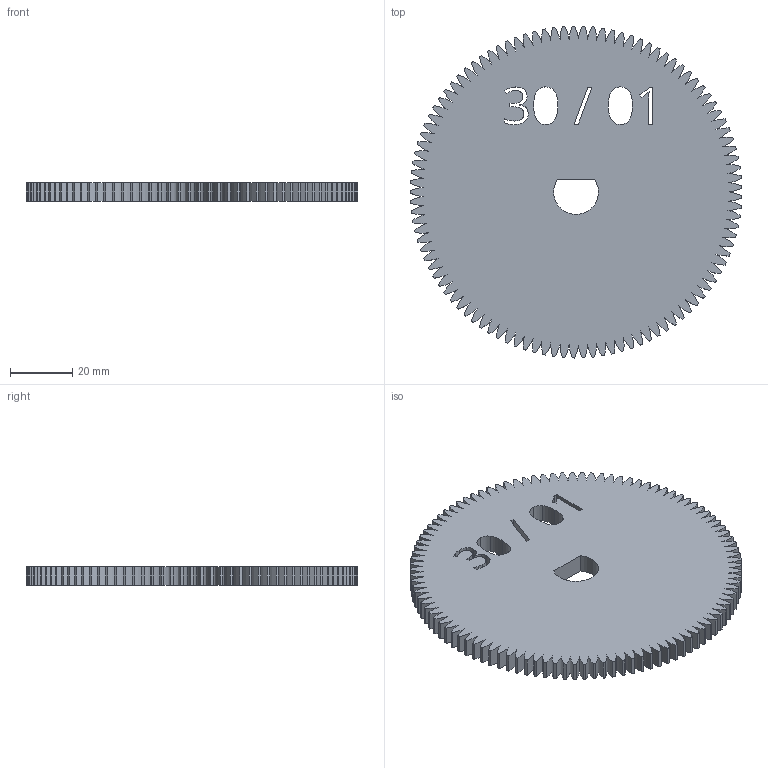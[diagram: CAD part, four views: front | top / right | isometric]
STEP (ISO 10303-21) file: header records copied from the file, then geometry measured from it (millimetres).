
FILE_DESCRIPTION(/* description */ ('STEP AP214'),/* implementation_level */ '2;1');
FILE_NAME(/* name */ '61fa9e5bde1f9b6a4c35e5d5',/* time_stamp */ '2022-02-02T15:08:12+00:00',/* author */ (''),/* organization */ (''),/* preprocessor_version */ 'ST-DEVELOPER v18.101',/* originating_system */ ' ',/* authorisation */ ' ');
FILE_SCHEMA (('AUTOMOTIVE_DESIGN {1 0 10303 214 3 1 1}'));
Length unit declared in the file: metre
Products named in the file (1): Grande Roue dentée Coude
Bounding box: 106.99 x 107 x 6 mm (x, y, z)
Volume: 49286.1 mm3; surface area: 23764.7 mm2
Topology: 1 solids, 1 shells, 481 faces, 1437 edges, 958 vertices
Faces by surface type: bspline 251, cylinder 211, plane 19
Entity records: 21931 total; most frequent: CARTESIAN_POINT 10258, ORIENTED_EDGE 2874, DIRECTION 1819, EDGE_CURVE 1437, VERTEX_POINT 958, AXIS2_PLACEMENT_3D 653, LINE 513, VECTOR 513
